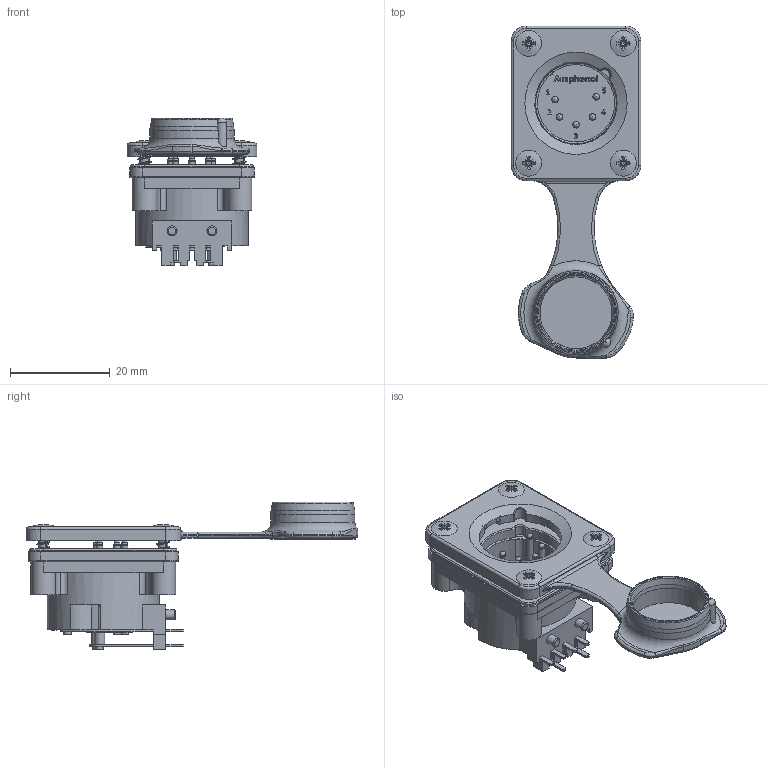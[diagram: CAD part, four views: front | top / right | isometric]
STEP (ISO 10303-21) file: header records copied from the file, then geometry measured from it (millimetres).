
FILE_DESCRIPTION(/* description */ (''),/* implementation_level */ '2;1');
FILE_NAME(/* name */ 'AXS5MPH.stp',/* time_stamp */ '2024-06-21T11:55:27+10:00',/* author */ ('minh'),/* organization */ (''),/* preprocessor_version */ 'ST-DEVELOPER v19.2',/* originating_system */ 'Autodesk Inventor 2023',/* authorisation */ '');
FILE_SCHEMA (('AUTOMOTIVE_DESIGN { 1 0 10303 214 3 1 1 }'));
Products named in the file (1): 55011501-805
Bounding box: 26 x 66.56 x 29.6 mm (x, y, z)
Volume: 9217.4 mm3; surface area: 9220.9 mm2
Topology: 1 solids, 18 shells, 2476 faces, 6941 edges, 4485 vertices
Faces by surface type: bspline 954, plane 729, cylinder 529, cone 186, torus 53, sphere 25
Full cylindrical faces by diameter (mm): 0.8 x6, 1.27 x10, 1.33 x10, 1.5 x7, 1.6 x6, 2 x2, 2.1 x10, 2.16 x10, 2.4 x3, 2.6 x3, 3.2 x2, 3.4 x5, 3.6 x1, 4 x5, 14.4 x1, 15.4 x1, 17 x1, 22.5 x1
Entity records: 155821 total; most frequent: CARTESIAN_POINT 97967, ORIENTED_EDGE 13816, DIRECTION 7825, EDGE_CURVE 6908, VERTEX_POINT 4485, B_SPLINE_CURVE_WITH_KNOTS 3200, AXIS2_PLACEMENT_3D 2654, EDGE_LOOP 2617
